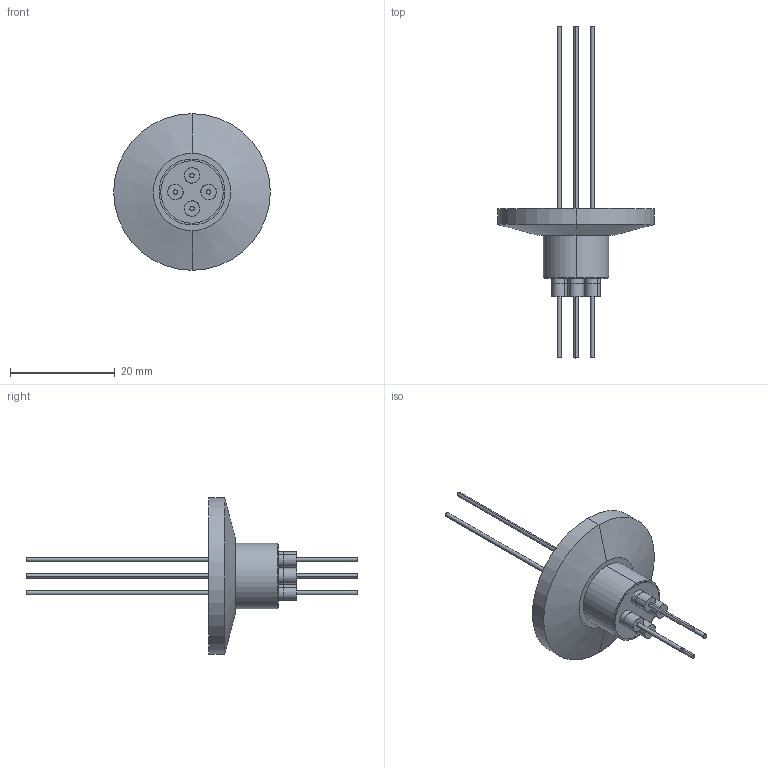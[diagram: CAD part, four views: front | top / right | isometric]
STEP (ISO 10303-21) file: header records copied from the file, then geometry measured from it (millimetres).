
FILE_DESCRIPTION (( 'STEP AP203' ), '1' );
FILE_NAME ('A0501-1-QF.STEP', '2019-11-13T14:21:41', ( '' ), ( '' ), 'SwSTEP 2.0', 'SolidWorks 2019', '' );
FILE_SCHEMA (( 'CONFIG_CONTROL_DESIGN' ));
Length unit declared in the file: inch
Products named in the file (1): A0501-1-QF
Bounding box: 29.97 x 63.5 x 29.97 mm (x, y, z)
Volume: 2871.5 mm3; surface area: 3541 mm2
Topology: 1 solids, 1 shells, 122 faces, 242 edges, 158 vertices
Faces by surface type: cylinder 74, plane 38, torus 8, cone 2
Entity records: 3311 total; most frequent: DIRECTION 654, CARTESIAN_POINT 523, ORIENTED_EDGE 484, AXIS2_PLACEMENT_3D 289, EDGE_CURVE 242, CIRCLE 166, EDGE_LOOP 158, VERTEX_POINT 158
